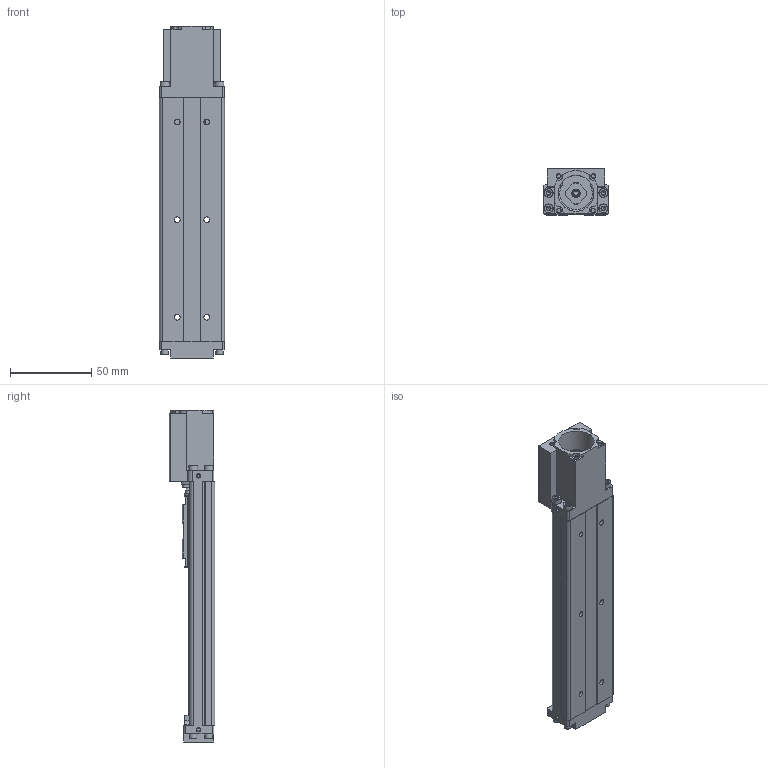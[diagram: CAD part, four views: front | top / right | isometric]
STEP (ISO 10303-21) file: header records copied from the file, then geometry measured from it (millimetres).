
FILE_DESCRIPTION(/* description */ ('STEP AP214'),/* implementation_level */ '2;1');
FILE_NAME(/* name */ '562762_EGSK-20-75-6P',/* time_stamp */ '2024-08-27T13:51:16+02:00',/* author */ ('License CC BY-ND 4.0'),/* organization */ ('CADENAS'),/* preprocessor_version */ 'ST-DEVELOPER v19.3',/* originating_system */ 'PARTsolutions',/* authorisation */ ' ');
FILE_SCHEMA (('AUTOMOTIVE_DESIGN {1 0 10303 214 3 1 1}'));
Length unit declared in the file: millimetre
Products named in the file (3): 562762 EGSK-20-75-6P---(0); 562750 EGSK-20-75_G; 562750 EGSK-20-1_SL
Assembly tree (2 placements, depth 2):
  562762 EGSK-20-75-6P---(0)
    562750 EGSK-20-75_G
    562750 EGSK-20-1_SL
Bounding box: 40 x 28 x 204 mm (x, y, z)
Volume: 95705.9 mm3; surface area: 42300.9 mm2
Topology: 2 solids, 2 shells, 608 faces, 1558 edges, 997 vertices
Faces by surface type: plane 410, cylinder 131, cone 55, torus 11, sphere 1
Full cylindrical faces by diameter (mm): 1.5 x2, 1.567 x2, 1.65 x2, 2 x2, 2.013 x4, 2.113 x4, 2.459 x8, 2.5 x1, 3 x4, 3.3 x4, 3.4 x6, 3.5 x1, 4 x2, 4.5 x7, 5 x1, 5.5 x4, 6 x2, 6.5 x6, 7 x1, 10.8 x1, 22 x1
Entity records: 20268 total; most frequent: CARTESIAN_POINT 3327, DIRECTION 2898, ORIENTED_EDGE 2784, EDGE_CURVE 1392, AXIS2_PLACEMENT_3D 986, VERTEX_POINT 971, LINE 926, VECTOR 926
